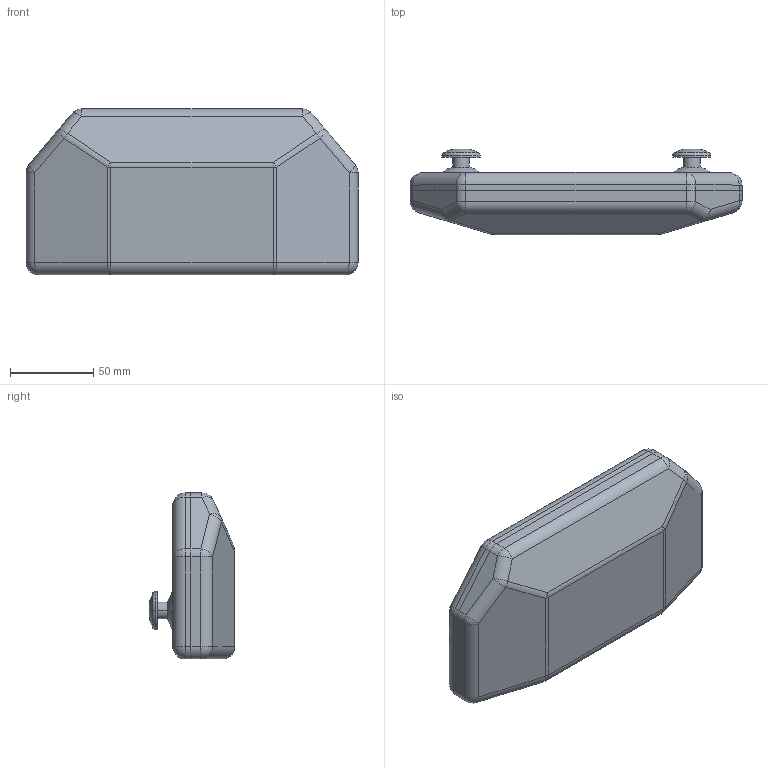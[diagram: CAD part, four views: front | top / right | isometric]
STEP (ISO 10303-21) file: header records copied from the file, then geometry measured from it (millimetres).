
FILE_DESCRIPTION (( 'STEP AP214' ), '1' );
FILE_NAME ('Controller V2.STEP', '2020-08-01T09:37:52', ( '' ), ( '' ), 'SwSTEP 2.0', 'SolidWorks 2019', '' );
FILE_SCHEMA (( 'AUTOMOTIVE_DESIGN' ));
Length unit declared in the file: millimetre
Products named in the file (8): PS2_Joystick; shell_top; shell_bottum; Pantalla Nextion 3.5_Predeterminado; Joystick; Controller V2; Mounitngplate joystick
Assembly tree (9 placements, depth 3):
  Controller V2
    shell_bottum
    shell_top
    Pantalla Nextion 3.5_Predeterminado
    Joystick
      Mounitngplate joystick
      PS2_Joystick
    Joystick
      Mounitngplate joystick
      PS2_Joystick
Bounding box: 200 x 51.75 x 100 mm (x, y, z)
Volume: 208422.6 mm3; surface area: 129245.2 mm2
Topology: 9 solids, 9 shells, 745 faces, 1766 edges, 1078 vertices
Faces by surface type: plane 395, cylinder 236, cone 60, sphere 30, torus 12, bspline 12
Entity records: 18751 total; most frequent: CARTESIAN_POINT 4581, ORIENTED_EDGE 2568, DIRECTION 2351, EDGE_CURVE 1284, AXIS2_PLACEMENT_3D 854, VERTEX_POINT 796, VECTOR 643, LINE 643
